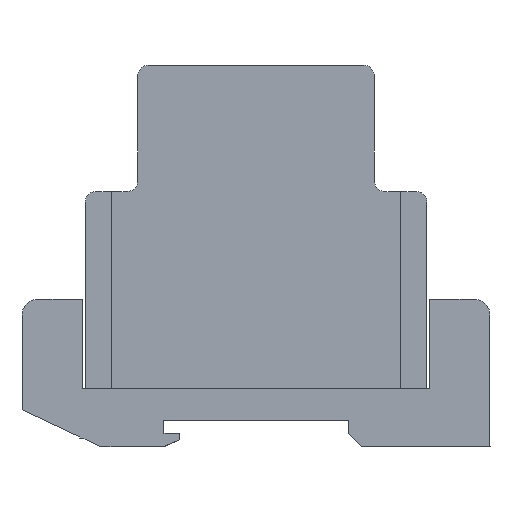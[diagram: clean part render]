
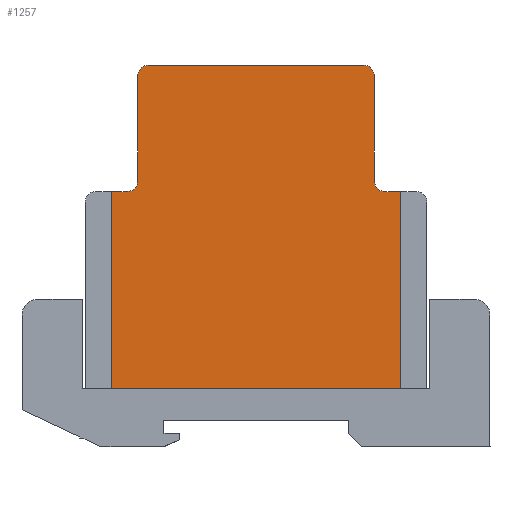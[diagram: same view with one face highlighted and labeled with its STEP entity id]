
A CAD part, left-side view. The second image highlights one B-rep face of the part: STEP entity #1257.
In plain terms, the highlighted planar face has unit normal (-1, 0, 0).
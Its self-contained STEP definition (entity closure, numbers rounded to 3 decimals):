
#860=CIRCLE('',#19934,2.);
#862=CIRCLE('',#19937,2.);
#873=CIRCLE('',#19964,2.);
#875=CIRCLE('',#19968,2.);
#1257=ADVANCED_FACE('',(#2253),#1777,.T.);
#1777=PLANE('',#19972);
#2253=FACE_OUTER_BOUND('',#2771,.T.);
#2771=EDGE_LOOP('',(#3588,#3589,#3590,#3591,#3592,#3593,#3594,#3595,#3596,
#3597,#3598,#3599));
#3588=ORIENTED_EDGE('',*,*,#10792,.T.);
#3589=ORIENTED_EDGE('',*,*,#10866,.F.);
#3590=ORIENTED_EDGE('',*,*,#10781,.T.);
#3591=ORIENTED_EDGE('',*,*,#10867,.F.);
#3592=ORIENTED_EDGE('',*,*,#10868,.F.);
#3593=ORIENTED_EDGE('',*,*,#10869,.F.);
#3594=ORIENTED_EDGE('',*,*,#10796,.T.);
#3595=ORIENTED_EDGE('',*,*,#10851,.F.);
#3596=ORIENTED_EDGE('',*,*,#10852,.T.);
#3597=ORIENTED_EDGE('',*,*,#10857,.F.);
#3598=ORIENTED_EDGE('',*,*,#10858,.T.);
#3599=ORIENTED_EDGE('',*,*,#10864,.F.);
#7937=VERTEX_POINT('',#25720);
#7938=VERTEX_POINT('',#25721);
#7945=VERTEX_POINT('',#25738);
#7948=VERTEX_POINT('',#25743);
#7949=VERTEX_POINT('',#25747);
#7952=VERTEX_POINT('',#25752);
#7990=VERTEX_POINT('',#25860);
#7991=VERTEX_POINT('',#25864);
#7994=VERTEX_POINT('',#25872);
#7995=VERTEX_POINT('',#25876);
#7999=VERTEX_POINT('',#25891);
#8000=VERTEX_POINT('',#25893);
#10781=EDGE_CURVE('',#7937,#7938,#14051,.T.);
#10792=EDGE_CURVE('',#7945,#7948,#860,.T.);
#10796=EDGE_CURVE('',#7949,#7952,#862,.T.);
#10851=EDGE_CURVE('',#7990,#7952,#14105,.T.);
#10852=EDGE_CURVE('',#7990,#7991,#873,.T.);
#10857=EDGE_CURVE('',#7994,#7991,#14109,.T.);
#10858=EDGE_CURVE('',#7994,#7995,#875,.T.);
#10864=EDGE_CURVE('',#7945,#7995,#14114,.T.);
#10866=EDGE_CURVE('',#7937,#7948,#14116,.T.);
#10867=EDGE_CURVE('',#7999,#7938,#14117,.T.);
#10868=EDGE_CURVE('',#8000,#7999,#14118,.T.);
#10869=EDGE_CURVE('',#7949,#8000,#14119,.T.);
#14051=LINE('',#25719,#16898);
#14105=LINE('',#25861,#16952);
#14109=LINE('',#25873,#16956);
#14114=LINE('',#25886,#16961);
#14116=LINE('',#25889,#16963);
#14117=LINE('',#25890,#16964);
#14118=LINE('',#25892,#16965);
#14119=LINE('',#25894,#16966);
#16898=VECTOR('',#20952,1.);
#16952=VECTOR('',#21074,1.);
#16956=VECTOR('',#21086,1.);
#16961=VECTOR('',#21099,1.);
#16963=VECTOR('',#21103,1.);
#16964=VECTOR('',#21104,1.);
#16965=VECTOR('',#21105,1.);
#16966=VECTOR('',#21106,1.);
#19934=AXIS2_PLACEMENT_3D('',#25744,#20970,#20971);
#19937=AXIS2_PLACEMENT_3D('',#25753,#20978,#20979);
#19964=AXIS2_PLACEMENT_3D('',#25863,#21077,#21078);
#19968=AXIS2_PLACEMENT_3D('',#25875,#21089,#21090);
#19972=AXIS2_PLACEMENT_3D('',#25895,#21107,#21108);
#20952=DIRECTION('',(0.,0.,-1.));
#20970=DIRECTION('',(1.,0.,0.));
#20971=DIRECTION('',(0.,-1.,0.));
#20978=DIRECTION('',(1.,0.,0.));
#20979=DIRECTION('',(0.,0.,-1.));
#21074=DIRECTION('',(0.,0.,-1.));
#21077=DIRECTION('',(-1.,0.,0.));
#21078=DIRECTION('',(0.,-1.,0.));
#21086=DIRECTION('',(0.,-1.,0.));
#21089=DIRECTION('',(-1.,0.,0.));
#21090=DIRECTION('',(0.,0.,1.));
#21099=DIRECTION('',(0.,0.,1.));
#21103=DIRECTION('',(0.,-1.,0.));
#21104=DIRECTION('',(0.,1.,0.));
#21105=DIRECTION('',(0.,0.,-1.));
#21106=DIRECTION('',(0.,-1.,0.));
#21107=DIRECTION('',(-1.,0.,0.));
#21108=DIRECTION('',(0.,1.,0.));
#25719=CARTESIAN_POINT('',(-26.514,27.376,37.505));
#25720=CARTESIAN_POINT('',(-26.514,27.376,37.505));
#25721=CARTESIAN_POINT('',(-26.514,27.376,0.005));
#25738=CARTESIAN_POINT('',(-26.514,22.376,39.505));
#25743=CARTESIAN_POINT('',(-26.514,24.376,37.505));
#25744=CARTESIAN_POINT('',(-26.514,24.376,39.505));
#25747=CARTESIAN_POINT('',(-26.514,-24.624,37.505));
#25752=CARTESIAN_POINT('',(-26.514,-22.624,39.505));
#25753=CARTESIAN_POINT('',(-26.514,-24.624,39.505));
#25860=CARTESIAN_POINT('',(-26.514,-22.624,59.505));
#25861=CARTESIAN_POINT('',(-26.514,-22.624,59.505));
#25863=CARTESIAN_POINT('',(-26.514,-20.624,59.505));
#25864=CARTESIAN_POINT('',(-26.514,-20.624,61.505));
#25872=CARTESIAN_POINT('',(-26.514,20.376,61.505));
#25873=CARTESIAN_POINT('',(-26.514,20.376,61.505));
#25875=CARTESIAN_POINT('',(-26.514,20.376,59.505));
#25876=CARTESIAN_POINT('',(-26.514,22.376,59.505));
#25886=CARTESIAN_POINT('',(-26.514,22.376,39.505));
#25889=CARTESIAN_POINT('',(-26.514,27.376,37.505));
#25890=CARTESIAN_POINT('',(-26.514,-27.624,0.005));
#25891=CARTESIAN_POINT('',(-26.514,-27.624,0.005));
#25892=CARTESIAN_POINT('',(-26.514,-27.624,37.505));
#25893=CARTESIAN_POINT('',(-26.514,-27.624,37.505));
#25894=CARTESIAN_POINT('',(-26.514,-24.624,37.505));
#25895=CARTESIAN_POINT('',(-26.514,-0.124,0.005));
